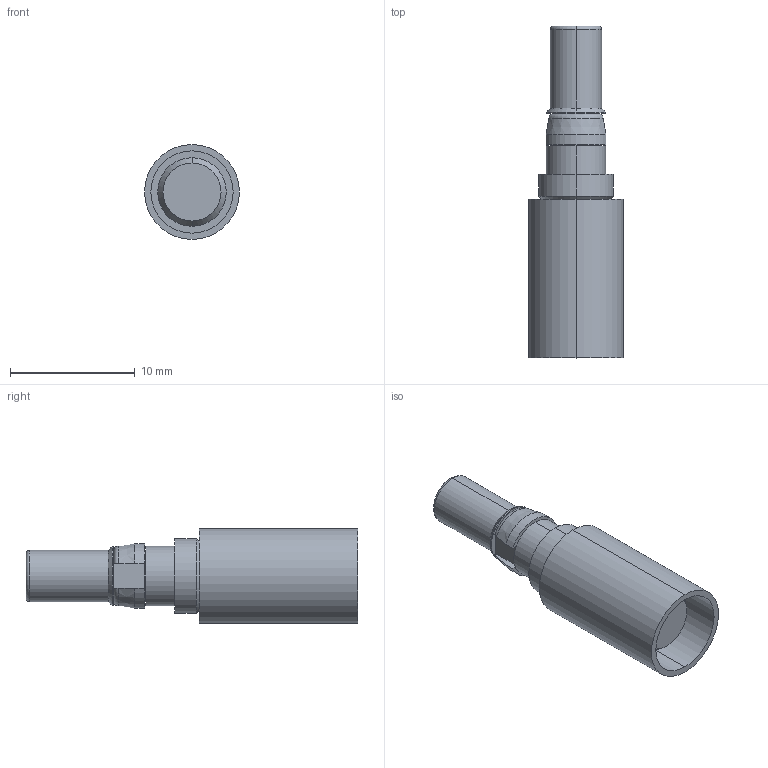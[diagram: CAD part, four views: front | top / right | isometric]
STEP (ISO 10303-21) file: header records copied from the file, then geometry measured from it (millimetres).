
FILE_DESCRIPTION((''),'2;1');
FILE_NAME('PRT0001','2021-09-02T',('Administrator'),(''),'PRO/ENGINEER BY PARAMETRIC TECHNOLOGY CORPORATION, 2012090','PRO/ENGINEER BY PARAMETRIC TECHNOLOGY CORPORATION, 2012090','');
FILE_SCHEMA(('CONFIG_CONTROL_DESIGN'));
Length unit declared in the file: millimetre
Products named in the file (1): PRT0001
Bounding box: 7.6 x 26.6 x 7.6 mm (x, y, z)
Volume: 591 mm3; surface area: 1132.2 mm2
Topology: 1 solids, 1 shells, 66 faces, 158 edges, 99 vertices
Faces by surface type: cylinder 24, plane 24, cone 14, torus 2, revolution 2
Entity records: 2038 total; most frequent: CARTESIAN_POINT 439, DIRECTION 344, ORIENTED_EDGE 312, EDGE_CURVE 156, AXIS2_PLACEMENT_3D 138, VERTEX_POINT 99, CIRCLE 74, EDGE_LOOP 73
